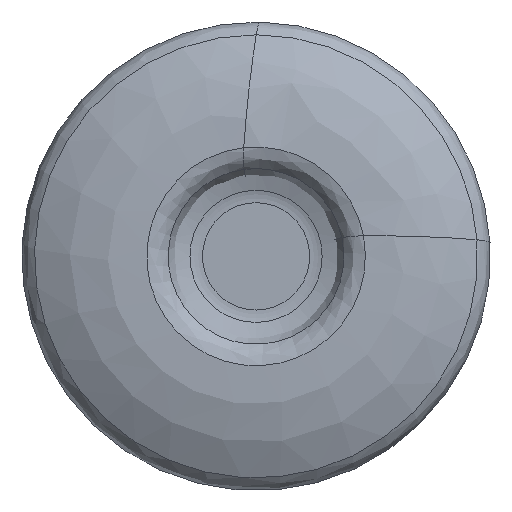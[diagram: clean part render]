
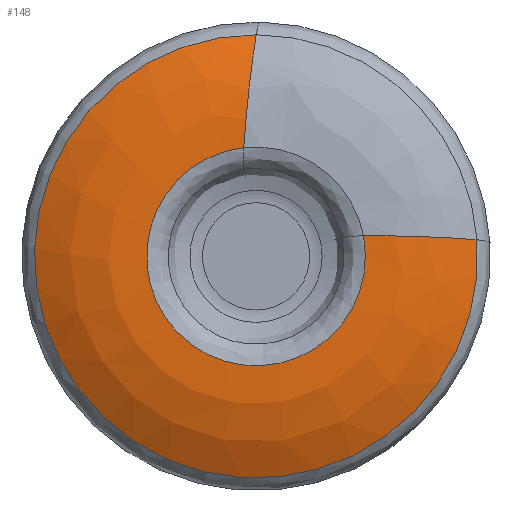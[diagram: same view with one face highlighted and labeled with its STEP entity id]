
A CAD part, left-side view. The second image highlights one B-rep face of the part: STEP entity #148.
In plain terms, the highlighted free-form (B-spline) face has degree [3, 3] with [4, 7] control points.
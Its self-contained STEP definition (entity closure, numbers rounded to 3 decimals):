
#34=(
BOUNDED_SURFACE()
B_SPLINE_SURFACE(3,3,((#843,#844,#845,#846,#847,#848,#849),(#850,#851,#852,
#853,#854,#855,#856),(#857,#858,#859,#860,#861,#862,#863),(#864,#865,#866,
#867,#868,#869,#870)),.UNSPECIFIED.,.F.,.F.,.F.)
B_SPLINE_SURFACE_WITH_KNOTS((4,4),(4,3,4),(0.,1.),(0.,0.5,1.),
 .UNSPECIFIED.)
GEOMETRIC_REPRESENTATION_ITEM()
RATIONAL_B_SPLINE_SURFACE(((1.,0.577,0.577,1.,0.577,
0.577,1.),(0.971,0.56,0.56,
0.971,0.56,0.56,0.971),
(0.971,0.56,0.56,0.971,
0.56,0.56,0.971),(1.,0.577,
0.577,1.,0.577,0.577,1.)))
REPRESENTATION_ITEM('')
SURFACE()
);
#148=ADVANCED_FACE('',(#170),#34,.F.);
#170=FACE_OUTER_BOUND('',#224,.T.);
#224=EDGE_LOOP('',(#284,#285,#286,#287));
#284=ORIENTED_EDGE('',*,*,#400,.F.);
#285=ORIENTED_EDGE('',*,*,#401,.T.);
#286=ORIENTED_EDGE('',*,*,#398,.T.);
#287=ORIENTED_EDGE('',*,*,#402,.T.);
#359=VERTEX_POINT('',#785);
#362=VERTEX_POINT('',#790);
#363=VERTEX_POINT('',#839);
#364=VERTEX_POINT('',#840);
#398=EDGE_CURVE('',#362,#359,#449,.T.);
#400=EDGE_CURVE('',#363,#364,#451,.T.);
#401=EDGE_CURVE('',#363,#362,#452,.T.);
#402=EDGE_CURVE('',#359,#364,#453,.T.);
#449=CIRCLE('',#518,8.168);
#451=CIRCLE('',#520,16.548);
#452=CIRCLE('',#521,15.);
#453=CIRCLE('',#522,15.);
#518=AXIS2_PLACEMENT_3D('',#808,#631,#632);
#520=AXIS2_PLACEMENT_3D('',#838,#635,#636);
#521=AXIS2_PLACEMENT_3D('',#841,#637,#638);
#522=AXIS2_PLACEMENT_3D('',#842,#639,#640);
#631=DIRECTION('',(1.,0.,0.));
#632=DIRECTION('',(0.,-0.982,0.188));
#635=DIRECTION('',(1.,0.,0.));
#636=DIRECTION('',(0.,-0.997,0.075));
#637=DIRECTION('',(-0.139,0.,-0.99));
#638=DIRECTION('',(0.99,0.,-0.139));
#639=DIRECTION('',(0.139,0.987,0.075));
#640=DIRECTION('',(0.99,-0.139,-0.011));
#785=CARTESIAN_POINT('',(0.019,0.921,8.116));
#790=CARTESIAN_POINT('',(0.019,-8.023,1.533));
#808=CARTESIAN_POINT('',(0.019,0.,0.));
#838=CARTESIAN_POINT('',(2.113,0.,0.));
#839=CARTESIAN_POINT('',(2.113,-16.501,1.239));
#840=CARTESIAN_POINT('',(2.113,-0.015,16.548));
#841=CARTESIAN_POINT('',(14.854,-8.791,-0.552));
#842=CARTESIAN_POINT('',(14.854,-1.216,8.723));
#843=CARTESIAN_POINT('',(0.019,-8.023,1.533));
#844=CARTESIAN_POINT('',(0.019,-9.673,-7.101));
#845=CARTESIAN_POINT('',(0.019,-2.237,-11.789));
#846=CARTESIAN_POINT('',(0.019,4.842,-6.578));
#847=CARTESIAN_POINT('',(0.019,11.921,-1.368));
#848=CARTESIAN_POINT('',(0.019,9.655,7.125));
#849=CARTESIAN_POINT('',(0.019,0.921,8.116));
#850=CARTESIAN_POINT('',(-0.133,-11.018,1.554));
#851=CARTESIAN_POINT('',(-0.133,-12.691,-10.303));
#852=CARTESIAN_POINT('',(-0.133,-2.263,-16.189));
#853=CARTESIAN_POINT('',(-0.133,7.024,-8.63));
#854=CARTESIAN_POINT('',(-0.133,16.312,-1.071));
#855=CARTESIAN_POINT('',(-0.133,12.665,10.335));
#856=CARTESIAN_POINT('',(-0.133,0.715,11.104));
#857=CARTESIAN_POINT('',(0.586,-13.929,1.453));
#858=CARTESIAN_POINT('',(0.586,-15.493,-13.536));
#859=CARTESIAN_POINT('',(0.586,-2.109,-20.464));
#860=CARTESIAN_POINT('',(0.586,9.227,-10.534));
#861=CARTESIAN_POINT('',(0.586,20.564,-0.604));
#862=CARTESIAN_POINT('',(0.586,15.458,13.575));
#863=CARTESIAN_POINT('',(0.586,0.394,13.999));
#864=CARTESIAN_POINT('',(2.113,-16.501,1.239));
#865=CARTESIAN_POINT('',(2.113,-17.834,-16.519));
#866=CARTESIAN_POINT('',(2.113,-1.789,-24.243));
#867=CARTESIAN_POINT('',(2.113,11.26,-12.126));
#868=CARTESIAN_POINT('',(2.113,24.309,-0.008));
#869=CARTESIAN_POINT('',(2.113,17.792,16.564));
#870=CARTESIAN_POINT('',(2.113,-0.015,16.548));
